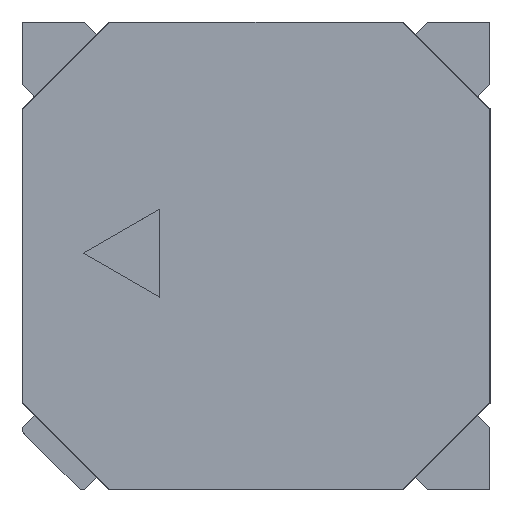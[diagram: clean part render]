
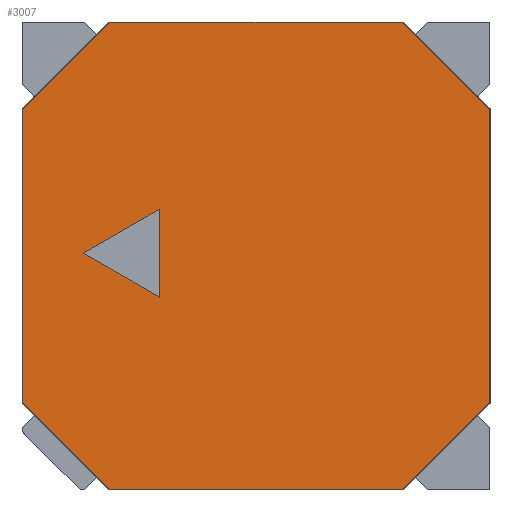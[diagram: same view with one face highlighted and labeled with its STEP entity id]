
A CAD part, top view. The second image highlights one B-rep face of the part: STEP entity #3007.
In plain terms, the highlighted face is planar.
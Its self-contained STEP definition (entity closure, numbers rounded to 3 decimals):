
#125=FACE_BOUND('',#317,.T.);
#136=FACE_OUTER_BOUND('',#316,.T.);
#316=EDGE_LOOP('',(#2005,#2006,#2007,#2008,#2009,#2010,#2011,#2012));
#317=EDGE_LOOP('',(#2013,#2014,#2015));
#503=LINE('',#4291,#887);
#507=LINE('',#4300,#891);
#511=LINE('',#4309,#895);
#516=LINE('',#4319,#900);
#520=LINE('',#4326,#904);
#521=LINE('',#4327,#905);
#522=LINE('',#4328,#906);
#523=LINE('',#4329,#907);
#524=LINE('',#4332,#908);
#525=LINE('',#4334,#909);
#526=LINE('',#4335,#910);
#887=VECTOR('',#3440,5.328);
#891=VECTOR('',#3446,5.328);
#895=VECTOR('',#3452,5.328);
#900=VECTOR('',#3459,5.328);
#904=VECTOR('',#3465,2.243);
#905=VECTOR('',#3466,2.243);
#906=VECTOR('',#3467,2.243);
#907=VECTOR('',#3468,2.243);
#908=VECTOR('',#3469,1.6);
#909=VECTOR('',#3470,1.6);
#910=VECTOR('',#3471,1.6);
#1271=VERTEX_POINT('',#4288);
#1272=VERTEX_POINT('',#4290);
#1275=VERTEX_POINT('',#4297);
#1276=VERTEX_POINT('',#4299);
#1279=VERTEX_POINT('',#4306);
#1280=VERTEX_POINT('',#4308);
#1283=VERTEX_POINT('',#4317);
#1284=VERTEX_POINT('',#4318);
#1287=VERTEX_POINT('',#4330);
#1288=VERTEX_POINT('',#4331);
#1289=VERTEX_POINT('',#4333);
#1557=EDGE_CURVE('',#1271,#1272,#503,.T.);
#1561=EDGE_CURVE('',#1275,#1276,#507,.T.);
#1565=EDGE_CURVE('',#1279,#1280,#511,.T.);
#1570=EDGE_CURVE('',#1283,#1284,#516,.T.);
#1574=EDGE_CURVE('',#1279,#1284,#520,.T.);
#1575=EDGE_CURVE('',#1283,#1272,#521,.T.);
#1576=EDGE_CURVE('',#1271,#1276,#522,.T.);
#1577=EDGE_CURVE('',#1275,#1280,#523,.T.);
#1578=EDGE_CURVE('',#1287,#1288,#524,.T.);
#1579=EDGE_CURVE('',#1289,#1287,#525,.T.);
#1580=EDGE_CURVE('',#1288,#1289,#526,.T.);
#2005=ORIENTED_EDGE('',*,*,#1565,.F.);
#2006=ORIENTED_EDGE('',*,*,#1574,.T.);
#2007=ORIENTED_EDGE('',*,*,#1570,.F.);
#2008=ORIENTED_EDGE('',*,*,#1575,.T.);
#2009=ORIENTED_EDGE('',*,*,#1557,.F.);
#2010=ORIENTED_EDGE('',*,*,#1576,.T.);
#2011=ORIENTED_EDGE('',*,*,#1561,.F.);
#2012=ORIENTED_EDGE('',*,*,#1577,.T.);
#2013=ORIENTED_EDGE('',*,*,#1578,.F.);
#2014=ORIENTED_EDGE('',*,*,#1579,.F.);
#2015=ORIENTED_EDGE('',*,*,#1580,.F.);
#2846=PLANE('',#3203);
#3007=ADVANCED_FACE('',(#136,#125),#2846,.F.);
#3203=AXIS2_PLACEMENT_3D('',#4325,#3463,#3464);
#3440=DIRECTION('',(-1.,0.,0.));
#3446=DIRECTION('',(0.,1.,0.));
#3452=DIRECTION('',(1.,0.,0.));
#3459=DIRECTION('',(0.,-1.,0.));
#3463=DIRECTION('center_axis',(0.,0.,1.));
#3464=DIRECTION('ref_axis',(1.,0.,0.));
#3465=DIRECTION('',(-0.707,0.707,0.));
#3466=DIRECTION('',(0.707,0.707,0.));
#3467=DIRECTION('',(0.707,-0.707,0.));
#3468=DIRECTION('',(-0.707,-0.707,0.));
#3469=DIRECTION('',(-0.5,-0.866,0.));
#3470=DIRECTION('',(1.,0.,0.));
#3471=DIRECTION('',(-0.5,0.866,0.));
#4288=CARTESIAN_POINT('',(2.614,4.2,0.05));
#4290=CARTESIAN_POINT('',(-2.714,4.2,0.05));
#4291=CARTESIAN_POINT('',(4.2,4.2,0.05));
#4297=CARTESIAN_POINT('',(4.2,-2.714,0.05));
#4299=CARTESIAN_POINT('',(4.2,2.614,0.05));
#4300=CARTESIAN_POINT('',(4.2,-4.3,0.05));
#4306=CARTESIAN_POINT('',(-2.714,-4.3,0.05));
#4308=CARTESIAN_POINT('',(2.614,-4.3,0.05));
#4309=CARTESIAN_POINT('',(-4.3,-4.3,0.05));
#4317=CARTESIAN_POINT('',(-4.3,2.614,0.05));
#4318=CARTESIAN_POINT('',(-4.3,-2.714,0.05));
#4319=CARTESIAN_POINT('',(-4.3,4.2,0.05));
#4325=CARTESIAN_POINT('Origin',(0.,0.,0.05));
#4326=CARTESIAN_POINT('',(-4.3,-2.714,0.05));
#4327=CARTESIAN_POINT('',(-2.714,4.2,0.05));
#4328=CARTESIAN_POINT('',(4.2,2.614,0.05));
#4329=CARTESIAN_POINT('',(2.614,-4.3,0.05));
#4330=CARTESIAN_POINT('',(0.8,-1.8,0.05));
#4331=CARTESIAN_POINT('',(0.,-3.186,0.05));
#4332=CARTESIAN_POINT('',(0.8,-1.8,0.05));
#4333=CARTESIAN_POINT('',(-0.8,-1.8,0.05));
#4334=CARTESIAN_POINT('',(-0.8,-1.8,0.05));
#4335=CARTESIAN_POINT('',(0.,-3.186,0.05));
